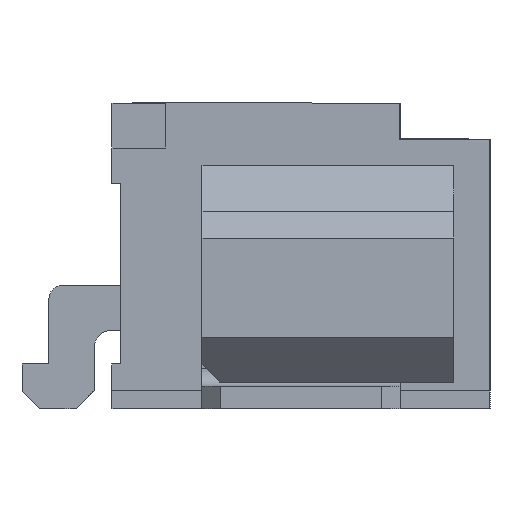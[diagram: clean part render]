
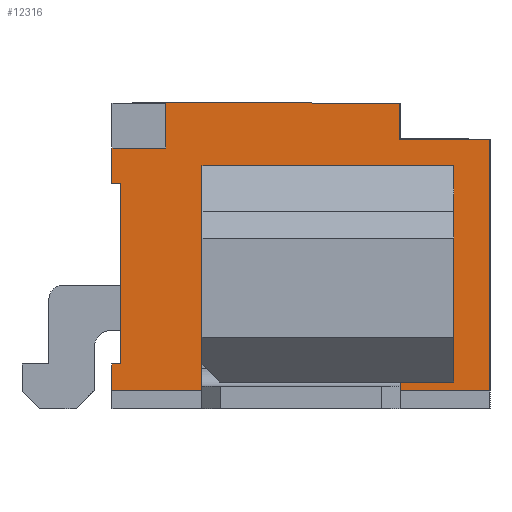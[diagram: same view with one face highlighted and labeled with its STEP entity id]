
A CAD part, left-side view. The second image highlights one B-rep face of the part: STEP entity #12316.
In plain terms, the highlighted planar face has unit normal (-1, 0, 0).
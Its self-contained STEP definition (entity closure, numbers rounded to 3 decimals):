
#2 = EDGE_CURVE ( 'NONE', #20863, #7170, #11993, .T. ) ;
#169 = LINE ( 'NONE', #13170, #5569 ) ;
#298 = CARTESIAN_POINT ( 'NONE',  ( -9.625, 2.1, 3.4 ) ) ;
#339 = LINE ( 'NONE', #655, #20966 ) ;
#386 = DIRECTION ( 'NONE',  ( 0., 0., 1. ) ) ;
#405 = CARTESIAN_POINT ( 'NONE',  ( -9.625, 2., 2.5 ) ) ;
#655 = CARTESIAN_POINT ( 'NONE',  ( -9.625, 1.1, 2.7 ) ) ;
#1170 = CARTESIAN_POINT ( 'NONE',  ( -9.625, 2.1, 0.2 ) ) ;
#1374 = DIRECTION ( 'NONE',  ( 0., 0., 1. ) ) ;
#1476 = CARTESIAN_POINT ( 'NONE',  ( -9.625, 1.5, 2.9 ) ) ;
#1693 = ORIENTED_EDGE ( 'NONE', *, *, #21119, .F. ) ;
#2255 = VECTOR ( 'NONE', #13192, 1000. ) ;
#2335 = VECTOR ( 'NONE', #7193, 1000. ) ;
#2473 = LINE ( 'NONE', #23144, #12499 ) ;
#3076 = EDGE_CURVE ( 'NONE', #23898, #22348, #14327, .T. ) ;
#3129 = VERTEX_POINT ( 'NONE', #1476 ) ;
#3592 = LINE ( 'NONE', #298, #8939 ) ;
#3593 = EDGE_LOOP ( 'NONE', ( #15444, #9613, #25927, #14858, #6188, #9405, #18054, #19661, #22396, #23738, #22557, #24123 ) ) ;
#3604 = CARTESIAN_POINT ( 'NONE',  ( -9.625, -1.1, 3. ) ) ;
#3883 = LINE ( 'NONE', #4166, #19790 ) ;
#4015 = DIRECTION ( 'NONE',  ( 1., 0., 0. ) ) ;
#4154 = FACE_BOUND ( 'NONE', #11124, .T. ) ;
#4166 = CARTESIAN_POINT ( 'NONE',  ( -9.625, 2.1, 2.5 ) ) ;
#4569 = EDGE_CURVE ( 'NONE', #24748, #17522, #7070, .T. ) ;
#4775 = LINE ( 'NONE', #20925, #14746 ) ;
#5235 = EDGE_CURVE ( 'NONE', #10648, #22348, #339, .T. ) ;
#5248 = DIRECTION ( 'NONE',  ( 0., 0., 1. ) ) ;
#5457 = EDGE_CURVE ( 'NONE', #9353, #24198, #18195, .T. ) ;
#5534 = LINE ( 'NONE', #19102, #2335 ) ;
#5569 = VECTOR ( 'NONE', #5248, 1000. ) ;
#5653 = EDGE_CURVE ( 'NONE', #7170, #9353, #4775, .T. ) ;
#5701 = EDGE_CURVE ( 'NONE', #20863, #14385, #22844, .T. ) ;
#6188 = ORIENTED_EDGE ( 'NONE', *, *, #11973, .F. ) ;
#6432 = VECTOR ( 'NONE', #18076, 1000. ) ;
#6671 = VECTOR ( 'NONE', #1374, 1000. ) ;
#6745 = LINE ( 'NONE', #14227, #21351 ) ;
#6937 = EDGE_CURVE ( 'NONE', #16424, #17522, #2473, .T. ) ;
#7070 = LINE ( 'NONE', #8103, #6432 ) ;
#7170 = VERTEX_POINT ( 'NONE', #21740 ) ;
#7193 = DIRECTION ( 'NONE',  ( 0., 0., 1. ) ) ;
#7590 = AXIS2_PLACEMENT_3D ( 'NONE', #17874, #4015, #17958 ) ;
#7804 = CARTESIAN_POINT ( 'NONE',  ( -9.625, -1.7, 2.7 ) ) ;
#7874 = CARTESIAN_POINT ( 'NONE',  ( -9.625, 2.1, 2.5 ) ) ;
#7963 = DIRECTION ( 'NONE',  ( 0., -1., 0. ) ) ;
#8103 = CARTESIAN_POINT ( 'NONE',  ( -9.625, 2.1, 3.4 ) ) ;
#8436 = DIRECTION ( 'NONE',  ( 0., 0., 1. ) ) ;
#8512 = CARTESIAN_POINT ( 'NONE',  ( -9.625, 1.1, 0.3 ) ) ;
#8747 = CARTESIAN_POINT ( 'NONE',  ( -9.625, -1.1, 3.4 ) ) ;
#8939 = VECTOR ( 'NONE', #386, 1000. ) ;
#9086 = VECTOR ( 'NONE', #19380, 1000. ) ;
#9353 = VERTEX_POINT ( 'NONE', #23288 ) ;
#9405 = ORIENTED_EDGE ( 'NONE', *, *, #5457, .F. ) ;
#9437 = EDGE_CURVE ( 'NONE', #16424, #23540, #13600, .T. ) ;
#9613 = ORIENTED_EDGE ( 'NONE', *, *, #20867, .F. ) ;
#10648 = VERTEX_POINT ( 'NONE', #18004 ) ;
#10815 = CARTESIAN_POINT ( 'NONE',  ( -9.625, 1.1, 0.3 ) ) ;
#11124 = EDGE_LOOP ( 'NONE', ( #16705, #1693, #17034, #16484 ) ) ;
#11973 = EDGE_CURVE ( 'NONE', #24198, #21105, #3883, .T. ) ;
#11993 = LINE ( 'NONE', #15271, #6671 ) ;
#12128 = VERTEX_POINT ( 'NONE', #25261 ) ;
#12316 = ADVANCED_FACE ( 'NONE', ( #24709, #4154 ), #13942, .F. ) ;
#12499 = VECTOR ( 'NONE', #13232, 1000. ) ;
#12610 = CARTESIAN_POINT ( 'NONE',  ( -9.625, -2.1, 0.2 ) ) ;
#13170 = CARTESIAN_POINT ( 'NONE',  ( -9.625, 1.5, 2.9 ) ) ;
#13192 = DIRECTION ( 'NONE',  ( 0., -1., 0. ) ) ;
#13232 = DIRECTION ( 'NONE',  ( 0., 0., 1. ) ) ;
#13291 = CARTESIAN_POINT ( 'NONE',  ( -9.625, 2., 2.5 ) ) ;
#13331 = VECTOR ( 'NONE', #7963, 1000. ) ;
#13600 = LINE ( 'NONE', #18217, #23542 ) ;
#13942 = PLANE ( 'NONE',  #7590 ) ;
#14227 = CARTESIAN_POINT ( 'NONE',  ( -9.625, 1.5, 2.9 ) ) ;
#14310 = DIRECTION ( 'NONE',  ( 0., -1., 0. ) ) ;
#14327 = LINE ( 'NONE', #25281, #9086 ) ;
#14370 = EDGE_CURVE ( 'NONE', #20207, #10648, #14534, .T. ) ;
#14385 = VERTEX_POINT ( 'NONE', #12610 ) ;
#14531 = EDGE_CURVE ( 'NONE', #14385, #23540, #5534, .T. ) ;
#14534 = LINE ( 'NONE', #8512, #24480 ) ;
#14653 = DIRECTION ( 'NONE',  ( 0., -1., 0. ) ) ;
#14746 = VECTOR ( 'NONE', #15024, 1000. ) ;
#14858 = ORIENTED_EDGE ( 'NONE', *, *, #18442, .F. ) ;
#15024 = DIRECTION ( 'NONE',  ( 0., -1., 0. ) ) ;
#15271 = CARTESIAN_POINT ( 'NONE',  ( -9.625, 2.1, 3.4 ) ) ;
#15444 = ORIENTED_EDGE ( 'NONE', *, *, #4569, .F. ) ;
#16217 = DIRECTION ( 'NONE',  ( 0., -1., 0. ) ) ;
#16424 = VERTEX_POINT ( 'NONE', #3604 ) ;
#16484 = ORIENTED_EDGE ( 'NONE', *, *, #5235, .T. ) ;
#16705 = ORIENTED_EDGE ( 'NONE', *, *, #3076, .F. ) ;
#17034 = ORIENTED_EDGE ( 'NONE', *, *, #14370, .T. ) ;
#17522 = VERTEX_POINT ( 'NONE', #8747 ) ;
#17874 = CARTESIAN_POINT ( 'NONE',  ( -9.625, 2.1, 3.4 ) ) ;
#17958 = DIRECTION ( 'NONE',  ( 0., 0., -1. ) ) ;
#18004 = CARTESIAN_POINT ( 'NONE',  ( -9.625, 1.1, 2.7 ) ) ;
#18054 = ORIENTED_EDGE ( 'NONE', *, *, #5653, .F. ) ;
#18076 = DIRECTION ( 'NONE',  ( 0., -1., 0. ) ) ;
#18195 = LINE ( 'NONE', #405, #22243 ) ;
#18217 = CARTESIAN_POINT ( 'NONE',  ( -9.625, -2.1, 3. ) ) ;
#18401 = EDGE_CURVE ( 'NONE', #12128, #3129, #6745, .T. ) ;
#18442 = EDGE_CURVE ( 'NONE', #21105, #12128, #3592, .T. ) ;
#18908 = CARTESIAN_POINT ( 'NONE',  ( -9.625, -2.1, 3. ) ) ;
#19102 = CARTESIAN_POINT ( 'NONE',  ( -9.625, -2.1, 3.4 ) ) ;
#19380 = DIRECTION ( 'NONE',  ( 0., 0., 1. ) ) ;
#19661 = ORIENTED_EDGE ( 'NONE', *, *, #2, .F. ) ;
#19790 = VECTOR ( 'NONE', #24096, 1000. ) ;
#19856 = CARTESIAN_POINT ( 'NONE',  ( -9.625, 1.1, 0.3 ) ) ;
#19927 = CARTESIAN_POINT ( 'NONE',  ( -9.625, -1.7, 0.3 ) ) ;
#20207 = VERTEX_POINT ( 'NONE', #10815 ) ;
#20863 = VERTEX_POINT ( 'NONE', #1170 ) ;
#20867 = EDGE_CURVE ( 'NONE', #3129, #24748, #169, .T. ) ;
#20925 = CARTESIAN_POINT ( 'NONE',  ( -9.625, 2.1, 0.5 ) ) ;
#20966 = VECTOR ( 'NONE', #14653, 1000. ) ;
#21105 = VERTEX_POINT ( 'NONE', #7874 ) ;
#21119 = EDGE_CURVE ( 'NONE', #20207, #23898, #24519, .T. ) ;
#21351 = VECTOR ( 'NONE', #16217, 1000. ) ;
#21740 = CARTESIAN_POINT ( 'NONE',  ( -9.625, 2.1, 0.5 ) ) ;
#22243 = VECTOR ( 'NONE', #8436, 1000. ) ;
#22348 = VERTEX_POINT ( 'NONE', #7804 ) ;
#22396 = ORIENTED_EDGE ( 'NONE', *, *, #5701, .T. ) ;
#22411 = DIRECTION ( 'NONE',  ( 0., 0., 1. ) ) ;
#22557 = ORIENTED_EDGE ( 'NONE', *, *, #9437, .F. ) ;
#22844 = LINE ( 'NONE', #23102, #2255 ) ;
#23102 = CARTESIAN_POINT ( 'NONE',  ( -9.625, 2.1, 0.2 ) ) ;
#23132 = CARTESIAN_POINT ( 'NONE',  ( -9.625, 1.5, 3.4 ) ) ;
#23144 = CARTESIAN_POINT ( 'NONE',  ( -9.625, -1.1, 3. ) ) ;
#23288 = CARTESIAN_POINT ( 'NONE',  ( -9.625, 2., 0.5 ) ) ;
#23540 = VERTEX_POINT ( 'NONE', #18908 ) ;
#23542 = VECTOR ( 'NONE', #14310, 1000. ) ;
#23738 = ORIENTED_EDGE ( 'NONE', *, *, #14531, .T. ) ;
#23898 = VERTEX_POINT ( 'NONE', #19927 ) ;
#24096 = DIRECTION ( 'NONE',  ( 0., 1., 0. ) ) ;
#24123 = ORIENTED_EDGE ( 'NONE', *, *, #6937, .T. ) ;
#24198 = VERTEX_POINT ( 'NONE', #13291 ) ;
#24480 = VECTOR ( 'NONE', #22411, 1000. ) ;
#24519 = LINE ( 'NONE', #19856, #13331 ) ;
#24709 = FACE_OUTER_BOUND ( 'NONE', #3593, .T. ) ;
#24748 = VERTEX_POINT ( 'NONE', #23132 ) ;
#25261 = CARTESIAN_POINT ( 'NONE',  ( -9.625, 2.1, 2.9 ) ) ;
#25281 = CARTESIAN_POINT ( 'NONE',  ( -9.625, -1.7, 0.3 ) ) ;
#25927 = ORIENTED_EDGE ( 'NONE', *, *, #18401, .F. ) ;
